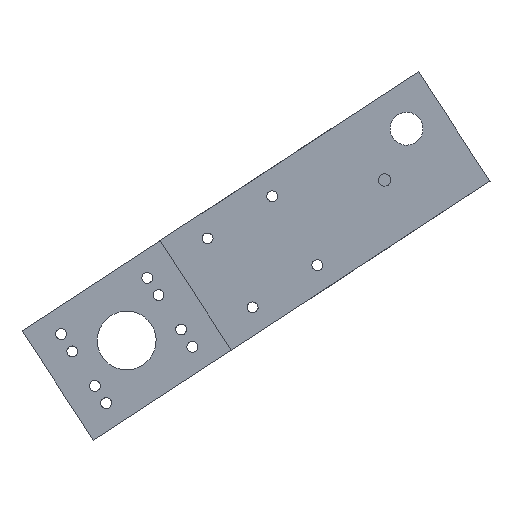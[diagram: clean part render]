
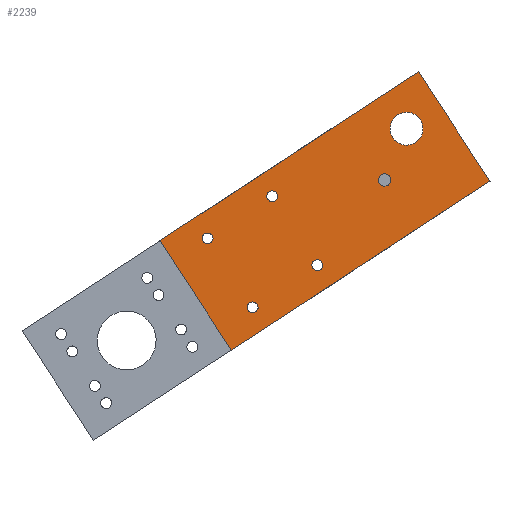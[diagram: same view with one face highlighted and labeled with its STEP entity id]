
A CAD part, front view. The second image highlights one B-rep face of the part: STEP entity #2239.
In plain terms, the highlighted planar face has unit normal (0, -1, 0).
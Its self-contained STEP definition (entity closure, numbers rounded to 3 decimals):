
#29 = EDGE_CURVE ( 'NONE', #780, #782, #1691, .T. ) ;
#38 = EDGE_CURVE ( 'NONE', #2278, #719, #1753, .T. ) ;
#39 = EDGE_CURVE ( 'NONE', #775, #2279, #1763, .T. ) ;
#40 = EDGE_CURVE ( 'NONE', #651, #647, #1726, .T. ) ;
#48 = EDGE_CURVE ( 'NONE', #525, #522, #1593, .T. ) ;
#50 = EDGE_CURVE ( 'NONE', #640, #629, #1610, .T. ) ;
#74 = EDGE_CURVE ( 'NONE', #782, #780, #1628, .T. ) ;
#97 = EDGE_CURVE ( 'NONE', #775, #2282, #1554, .T. ) ;
#100 = EDGE_CURVE ( 'NONE', #2282, #2286, #1497, .T. ) ;
#102 = EDGE_CURVE ( 'NONE', #2289, #2280, #1252, .T. ) ;
#104 = EDGE_CURVE ( 'NONE', #719, #2278, #1212, .T. ) ;
#107 = EDGE_CURVE ( 'NONE', #647, #651, #1235, .T. ) ;
#109 = EDGE_CURVE ( 'NONE', #629, #640, #1532, .T. ) ;
#110 = EDGE_CURVE ( 'NONE', #2279, #2286, #1233, .T. ) ;
#343 = AXIS2_PLACEMENT_3D ( 'NONE', #1060, #1049, #1063 ) ;
#496 = DIRECTION ( 'NONE',  ( 0., 1., 0. ) ) ;
#498 = DIRECTION ( 'NONE',  ( 0., 1., 0. ) ) ;
#503 = CARTESIAN_POINT ( 'NONE',  ( 40., 0., -23.5 ) ) ;
#522 = VERTEX_POINT ( 'NONE', #936 ) ;
#525 = VERTEX_POINT ( 'NONE', #934 ) ;
#526 = CARTESIAN_POINT ( 'NONE',  ( -103.534, 0., -127. ) ) ;
#539 = DIRECTION ( 'NONE',  ( 1., 0., 0. ) ) ;
#540 = DIRECTION ( 'NONE',  ( 0., 0., 1. ) ) ;
#541 = DIRECTION ( 'NONE',  ( 0., 1., 0. ) ) ;
#553 = DIRECTION ( 'NONE',  ( 0., 0., 1. ) ) ;
#558 = DIRECTION ( 'NONE',  ( 0., 1., 0. ) ) ;
#583 = CARTESIAN_POINT ( 'NONE',  ( 215., 0., -70. ) ) ;
#589 = DIRECTION ( 'NONE',  ( 1., 0., 0. ) ) ;
#600 = CARTESIAN_POINT ( 'NONE',  ( -103.534, 0., 0. ) ) ;
#607 = CARTESIAN_POINT ( 'NONE',  ( 40., 0., -103.5 ) ) ;
#610 = DIRECTION ( 'NONE',  ( 0., 0., -1. ) ) ;
#613 = CARTESIAN_POINT ( 'NONE',  ( 115., 0., -103.5 ) ) ;
#614 = DIRECTION ( 'NONE',  ( 0., 1., 0. ) ) ;
#615 = DIRECTION ( 'NONE',  ( 0., 0., 1. ) ) ;
#619 = CARTESIAN_POINT ( 'NONE',  ( 260., 0., -40. ) ) ;
#620 = DIRECTION ( 'NONE',  ( 0., 1., 0. ) ) ;
#621 = DIRECTION ( 'NONE',  ( 0., 0., 1. ) ) ;
#622 = CARTESIAN_POINT ( 'NONE',  ( 115., 0., -23.5 ) ) ;
#626 = DIRECTION ( 'NONE',  ( 0., 1., 0. ) ) ;
#627 = CARTESIAN_POINT ( 'NONE',  ( 300., 0., -63.5 ) ) ;
#629 = VERTEX_POINT ( 'NONE', #916 ) ;
#634 = DIRECTION ( 'NONE',  ( 0., 0., 1. ) ) ;
#640 = VERTEX_POINT ( 'NONE', #920 ) ;
#644 = DIRECTION ( 'NONE',  ( 0., 0., 1. ) ) ;
#646 = DIRECTION ( 'NONE',  ( 0., 1., 0. ) ) ;
#647 = VERTEX_POINT ( 'NONE', #925 ) ;
#648 = CARTESIAN_POINT ( 'NONE',  ( 260., 0., -40. ) ) ;
#650 = DIRECTION ( 'NONE',  ( 0., 0., -1. ) ) ;
#651 = VERTEX_POINT ( 'NONE', #928 ) ;
#654 = DIRECTION ( 'NONE',  ( 0., 0., 1. ) ) ;
#656 = CARTESIAN_POINT ( 'NONE',  ( 40., 0., -103.5 ) ) ;
#663 = CARTESIAN_POINT ( 'NONE',  ( 0., 0., -63.5 ) ) ;
#715 = DIRECTION ( 'NONE',  ( 0., 0., 1. ) ) ;
#718 = DIRECTION ( 'NONE',  ( 0., 1., 0. ) ) ;
#719 = VERTEX_POINT ( 'NONE', #909 ) ;
#721 = DIRECTION ( 'NONE',  ( 0., 0., 1. ) ) ;
#723 = DIRECTION ( 'NONE',  ( 0., 1., 0. ) ) ;
#725 = CARTESIAN_POINT ( 'NONE',  ( 215., 0., -70. ) ) ;
#739 = DIRECTION ( 'NONE',  ( 0., 0., 1. ) ) ;
#740 = CARTESIAN_POINT ( 'NONE',  ( 115., 0., -23.5 ) ) ;
#775 = VERTEX_POINT ( 'NONE', #967 ) ;
#780 = VERTEX_POINT ( 'NONE', #960 ) ;
#782 = VERTEX_POINT ( 'NONE', #957 ) ;
#801 = AXIS2_PLACEMENT_3D ( 'NONE', #725, #723, #721 ) ;
#811 = AXIS2_PLACEMENT_3D ( 'NONE', #656, #498, #654 ) ;
#812 = AXIS2_PLACEMENT_3D ( 'NONE', #648, #646, #644 ) ;
#817 = AXIS2_PLACEMENT_3D ( 'NONE', #503, #496, #739 ) ;
#819 = AXIS2_PLACEMENT_3D ( 'NONE', #740, #718, #715 ) ;
#830 = AXIS2_PLACEMENT_3D ( 'NONE', #583, #558, #634 ) ;
#909 = CARTESIAN_POINT ( 'NONE',  ( 40., 0., -98.25 ) ) ;
#916 = CARTESIAN_POINT ( 'NONE',  ( 115., 0., -18.25 ) ) ;
#920 = CARTESIAN_POINT ( 'NONE',  ( 115., 0., -28.75 ) ) ;
#925 = CARTESIAN_POINT ( 'NONE',  ( 260., 0., -24. ) ) ;
#928 = CARTESIAN_POINT ( 'NONE',  ( 260., 0., -56. ) ) ;
#934 = CARTESIAN_POINT ( 'NONE',  ( 40., 0., -28.75 ) ) ;
#936 = CARTESIAN_POINT ( 'NONE',  ( 40., 0., -18.25 ) ) ;
#957 = CARTESIAN_POINT ( 'NONE',  ( 215., 0., -64. ) ) ;
#960 = CARTESIAN_POINT ( 'NONE',  ( 215., 0., -76. ) ) ;
#967 = CARTESIAN_POINT ( 'NONE',  ( 0., 0., 0. ) ) ;
#1001 = CARTESIAN_POINT ( 'NONE',  ( 40., 0., -23.5 ) ) ;
#1007 = CARTESIAN_POINT ( 'NONE',  ( 115., 0., -103.5 ) ) ;
#1009 = DIRECTION ( 'NONE',  ( 0., 1., 0. ) ) ;
#1011 = DIRECTION ( 'NONE',  ( 0., 0., 1. ) ) ;
#1019 = DIRECTION ( 'NONE',  ( 0., 1., 0. ) ) ;
#1020 = DIRECTION ( 'NONE',  ( 0., 0., 1. ) ) ;
#1049 = DIRECTION ( 'NONE',  ( 0., 1., 0. ) ) ;
#1060 = CARTESIAN_POINT ( 'NONE',  ( -103.534, 0., -63.5 ) ) ;
#1063 = DIRECTION ( 'NONE',  ( 0., 0., 1. ) ) ;
#1093 = PLANE ( 'NONE',  #343 ) ;
#1212 = CIRCLE ( 'NONE', #1908, 5.25 ) ;
#1218 = VECTOR ( 'NONE', #589, 1000. ) ;
#1233 = LINE ( 'NONE', #526, #1218 ) ;
#1235 = CIRCLE ( 'NONE', #1910, 16. ) ;
#1238 = VECTOR ( 'NONE', #539, 1000. ) ;
#1252 = CIRCLE ( 'NONE', #1906, 5.25 ) ;
#1363 = ORIENTED_EDGE ( 'NONE', *, *, #38, .T. ) ;
#1371 = ORIENTED_EDGE ( 'NONE', *, *, #29, .T. ) ;
#1372 = ORIENTED_EDGE ( 'NONE', *, *, #50, .T. ) ;
#1373 = ORIENTED_EDGE ( 'NONE', *, *, #74, .T. ) ;
#1374 = ORIENTED_EDGE ( 'NONE', *, *, #1865, .T. ) ;
#1375 = ORIENTED_EDGE ( 'NONE', *, *, #109, .T. ) ;
#1386 = ORIENTED_EDGE ( 'NONE', *, *, #1866, .T. ) ;
#1387 = ORIENTED_EDGE ( 'NONE', *, *, #104, .T. ) ;
#1393 = ORIENTED_EDGE ( 'NONE', *, *, #48, .T. ) ;
#1421 = ORIENTED_EDGE ( 'NONE', *, *, #39, .T. ) ;
#1422 = ORIENTED_EDGE ( 'NONE', *, *, #110, .T. ) ;
#1433 = ORIENTED_EDGE ( 'NONE', *, *, #102, .T. ) ;
#1436 = ORIENTED_EDGE ( 'NONE', *, *, #100, .F. ) ;
#1442 = ORIENTED_EDGE ( 'NONE', *, *, #107, .T. ) ;
#1443 = ORIENTED_EDGE ( 'NONE', *, *, #40, .T. ) ;
#1458 = ORIENTED_EDGE ( 'NONE', *, *, #97, .F. ) ;
#1488 = EDGE_LOOP ( 'NONE', ( #1373, #1371 ) ) ;
#1497 = LINE ( 'NONE', #627, #1857 ) ;
#1532 = CIRCLE ( 'NONE', #1912, 5.25 ) ;
#1554 = LINE ( 'NONE', #600, #1238 ) ;
#1593 = CIRCLE ( 'NONE', #817, 5.25 ) ;
#1610 = CIRCLE ( 'NONE', #819, 5.25 ) ;
#1620 = EDGE_LOOP ( 'NONE', ( #1363, #1387 ) ) ;
#1628 = CIRCLE ( 'NONE', #830, 6. ) ;
#1636 = CIRCLE ( 'NONE', #1924, 5.25 ) ;
#1681 = EDGE_LOOP ( 'NONE', ( #1443, #1442 ) ) ;
#1691 = CIRCLE ( 'NONE', #801, 6. ) ;
#1701 = FACE_BOUND ( 'NONE', #1735, .T. ) ;
#1702 = CIRCLE ( 'NONE', #1925, 5.25 ) ;
#1715 = FACE_BOUND ( 'NONE', #1719, .T. ) ;
#1717 = EDGE_LOOP ( 'NONE', ( #1421, #1422, #1436, #1458 ) ) ;
#1718 = FACE_BOUND ( 'NONE', #1681, .T. ) ;
#1719 = EDGE_LOOP ( 'NONE', ( #1386, #1433 ) ) ;
#1726 = CIRCLE ( 'NONE', #812, 16. ) ;
#1728 = FACE_OUTER_BOUND ( 'NONE', #1717, .T. ) ;
#1729 = FACE_BOUND ( 'NONE', #1620, .T. ) ;
#1731 = FACE_BOUND ( 'NONE', #1747, .T. ) ;
#1735 = EDGE_LOOP ( 'NONE', ( #1393, #1374 ) ) ;
#1747 = EDGE_LOOP ( 'NONE', ( #1372, #1375 ) ) ;
#1753 = CIRCLE ( 'NONE', #811, 5.25 ) ;
#1754 = FACE_BOUND ( 'NONE', #1488, .T. ) ;
#1760 = VECTOR ( 'NONE', #650, 1000. ) ;
#1763 = LINE ( 'NONE', #663, #1760 ) ;
#1857 = VECTOR ( 'NONE', #610, 1000. ) ;
#1865 = EDGE_CURVE ( 'NONE', #522, #525, #1702, .T. ) ;
#1866 = EDGE_CURVE ( 'NONE', #2280, #2289, #1636, .T. ) ;
#1906 = AXIS2_PLACEMENT_3D ( 'NONE', #613, #614, #615 ) ;
#1908 = AXIS2_PLACEMENT_3D ( 'NONE', #607, #620, #621 ) ;
#1910 = AXIS2_PLACEMENT_3D ( 'NONE', #619, #626, #540 ) ;
#1912 = AXIS2_PLACEMENT_3D ( 'NONE', #622, #541, #553 ) ;
#1924 = AXIS2_PLACEMENT_3D ( 'NONE', #1007, #1019, #1020 ) ;
#1925 = AXIS2_PLACEMENT_3D ( 'NONE', #1001, #1009, #1011 ) ;
#2005 = CARTESIAN_POINT ( 'NONE',  ( 115., 0., -98.25 ) ) ;
#2008 = CARTESIAN_POINT ( 'NONE',  ( 300., 0., -127. ) ) ;
#2010 = CARTESIAN_POINT ( 'NONE',  ( 0., 0., -127. ) ) ;
#2014 = CARTESIAN_POINT ( 'NONE',  ( 40., 0., -108.75 ) ) ;
#2017 = CARTESIAN_POINT ( 'NONE',  ( 115., 0., -108.75 ) ) ;
#2019 = CARTESIAN_POINT ( 'NONE',  ( 300., 0., 0. ) ) ;
#2239 = ADVANCED_FACE ( 'NONE', ( #1754, #1701, #1728, #1718, #1729, #1715, #1731 ), #1093, .F. ) ;
#2278 = VERTEX_POINT ( 'NONE', #2014 ) ;
#2279 = VERTEX_POINT ( 'NONE', #2010 ) ;
#2280 = VERTEX_POINT ( 'NONE', #2017 ) ;
#2282 = VERTEX_POINT ( 'NONE', #2019 ) ;
#2286 = VERTEX_POINT ( 'NONE', #2008 ) ;
#2289 = VERTEX_POINT ( 'NONE', #2005 ) ;
